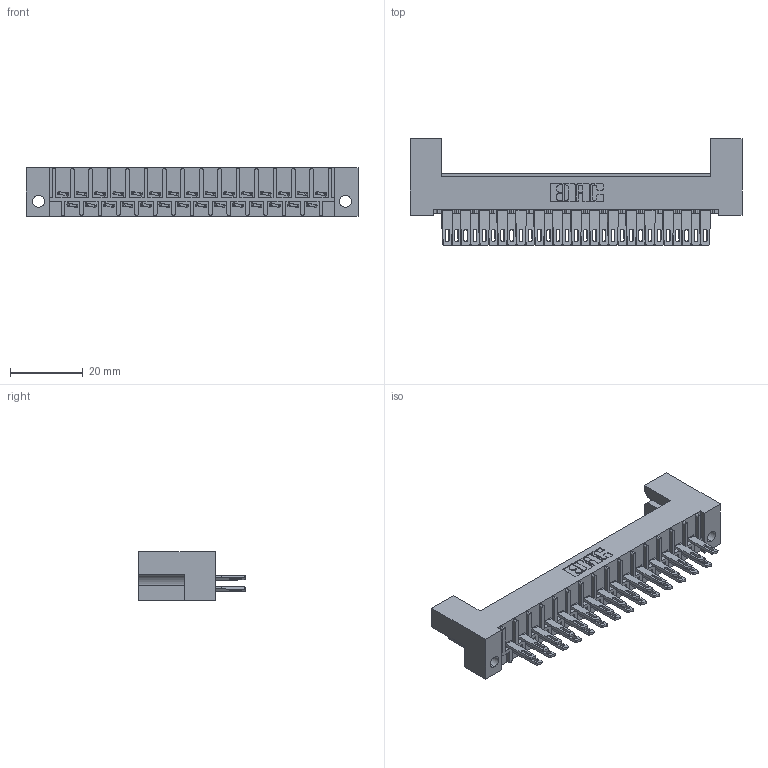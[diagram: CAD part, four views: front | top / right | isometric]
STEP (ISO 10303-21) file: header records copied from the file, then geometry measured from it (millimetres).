
FILE_DESCRIPTION (( 'STEP AP203' ), '1' );
FILE_NAME ('408-029-500-212.STEP', '2019-11-04T18:53:56', ( '' ), ( '' ), 'SwSTEP 2.0', 'SolidWorks 2016', '' );
FILE_SCHEMA (( 'CONFIG_CONTROL_DESIGN' ));
Length unit declared in the file: inch
Products named in the file (3): 408-029-500-212; 408-290-001_408-290-100; 408 Part_029 - 2
Assembly tree (30 placements, depth 2):
  408-029-500-212
    408 Part_029 - 2
    408-290-001_408-290-100  x29
Bounding box: 91.59 x 29.31 x 13.49 mm (x, y, z)
Volume: 11905 mm3; surface area: 14291.4 mm2
Topology: 30 solids, 30 shells, 1792 faces, 4942 edges, 3216 vertices
Faces by surface type: plane 1278, cylinder 398, bspline 116
Entity records: 23441 total; most frequent: CARTESIAN_POINT 4047, ORIENTED_EDGE 3948, DIRECTION 3604, EDGE_CURVE 1974, VECTOR 1738, LINE 1738, VERTEX_POINT 1312, AXIS2_PLACEMENT_3D 933
